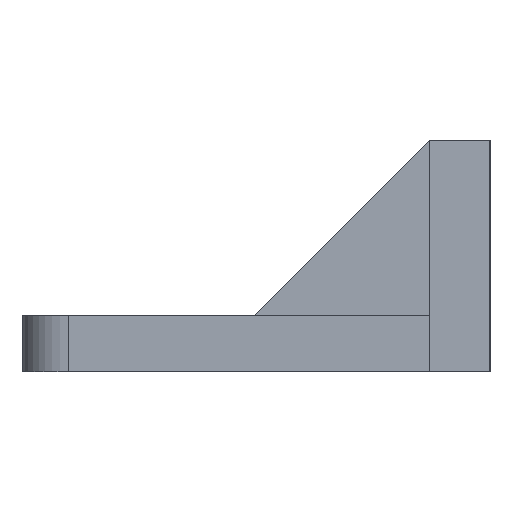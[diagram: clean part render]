
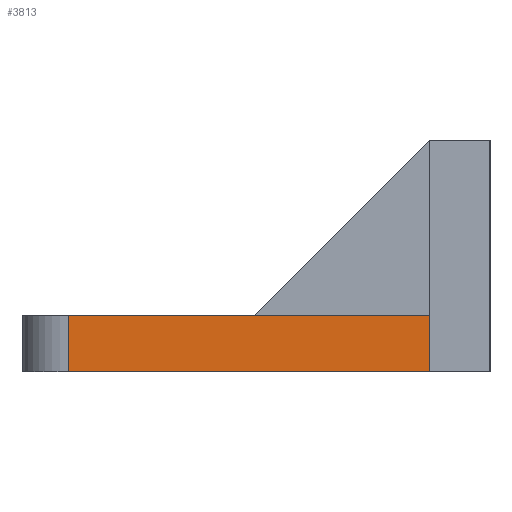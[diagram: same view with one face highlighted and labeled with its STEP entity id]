
A CAD part, left-side view. The second image highlights one B-rep face of the part: STEP entity #3813.
In plain terms, the highlighted planar face has unit normal (-1, 0, 0).
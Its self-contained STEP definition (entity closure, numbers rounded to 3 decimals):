
#3688=CARTESIAN_POINT('',(-49.1,10.379,0.561));
#3689=VERTEX_POINT('',#3688);
#3704=CARTESIAN_POINT('',(-49.1,10.379,6.621));
#3705=VERTEX_POINT('',#3704);
#3712=CARTESIAN_POINT('',(-49.1,10.379,6.621));
#3713=DIRECTION('',(0.,0.,-1.));
#3714=VECTOR('',#3713,6.06);
#3715=LINE('',#3712,#3714);
#3716=EDGE_CURVE('',#3705,#3689,#3715,.T.);
#3783=CARTESIAN_POINT('',(-49.1,31.879,6.621));
#3784=DIRECTION('',(1.,0.,0.));
#3785=DIRECTION('',(0.,0.,-1.));
#3786=AXIS2_PLACEMENT_3D('',#3783,#3784,#3785);
#3787=PLANE('',#3786);
#3788=CARTESIAN_POINT('',(-49.1,49.379,6.621));
#3789=VERTEX_POINT('',#3788);
#3790=CARTESIAN_POINT('',(-49.1,49.379,6.621));
#3791=DIRECTION('',(0.,-1.,0.));
#3792=VECTOR('',#3791,39.);
#3793=LINE('',#3790,#3792);
#3794=EDGE_CURVE('',#3789,#3705,#3793,.T.);
#3795=ORIENTED_EDGE('',*,*,#3794,.F.);
#3796=CARTESIAN_POINT('',(-49.1,49.379,0.561));
#3797=VERTEX_POINT('',#3796);
#3798=CARTESIAN_POINT('',(-49.1,49.379,6.621));
#3799=DIRECTION('',(0.,0.,-1.));
#3800=VECTOR('',#3799,6.06);
#3801=LINE('',#3798,#3800);
#3802=EDGE_CURVE('',#3789,#3797,#3801,.T.);
#3803=ORIENTED_EDGE('',*,*,#3802,.T.);
#3804=CARTESIAN_POINT('',(-49.1,49.379,0.561));
#3805=DIRECTION('',(0.,-1.,0.));
#3806=VECTOR('',#3805,39.);
#3807=LINE('',#3804,#3806);
#3808=EDGE_CURVE('',#3797,#3689,#3807,.T.);
#3809=ORIENTED_EDGE('',*,*,#3808,.T.);
#3810=ORIENTED_EDGE('',*,*,#3716,.F.);
#3811=EDGE_LOOP('',(#3795,#3803,#3809,#3810));
#3812=FACE_BOUND('',#3811,.T.);
#3813=ADVANCED_FACE('',(#3812),#3787,.F.);
